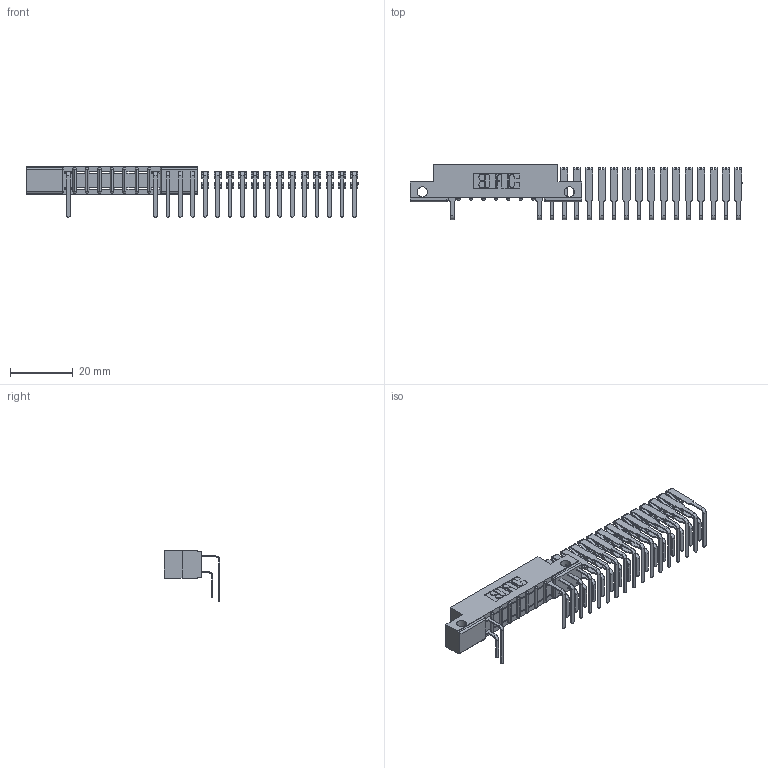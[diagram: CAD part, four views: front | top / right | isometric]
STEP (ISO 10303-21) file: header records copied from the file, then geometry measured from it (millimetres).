
FILE_DESCRIPTION (( 'STEP AP203' ), '1' );
FILE_NAME ('357-024-559-112.STEP', '2018-08-09T00:24:28', ( '' ), ( '' ), 'SwSTEP 2.0', 'SolidWorks 2016', '' );
FILE_SCHEMA (( 'CONFIG_CONTROL_DESIGN' ));
Length unit declared in the file: inch
Products named in the file (4): 307 Part_.128 Dia Side Mounting Holes; 307-290-001_558 559 - 1 (Single); 307-290-001_559 - 2 (Single); 357-024-559-112
Assembly tree (36 placements, depth 2):
  357-024-559-112
    307 Part_.128 Dia Side Mounting Holes
    307-290-001_558 559 - 1 (Single)  x17
    307-290-001_559 - 2 (Single)  x18
Bounding box: 105.75 x 17.69 x 16.08 mm (x, y, z)
Volume: 3907.2 mm3; surface area: 8368.9 mm2
Topology: 36 solids, 36 shells, 1687 faces, 4685 edges, 3050 vertices
Faces by surface type: plane 1111, cylinder 558, sphere 18
Entity records: 13363 total; most frequent: CARTESIAN_POINT 2117, DIRECTION 2107, ORIENTED_EDGE 2074, EDGE_CURVE 1037, LINE 779, VECTOR 779, VERTEX_POINT 674, AXIS2_PLACEMENT_3D 664
